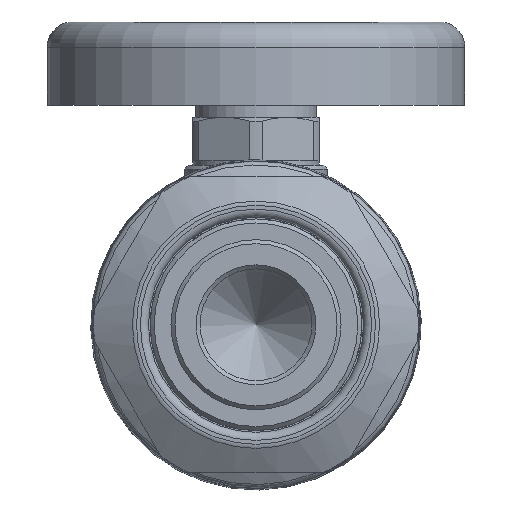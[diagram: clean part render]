
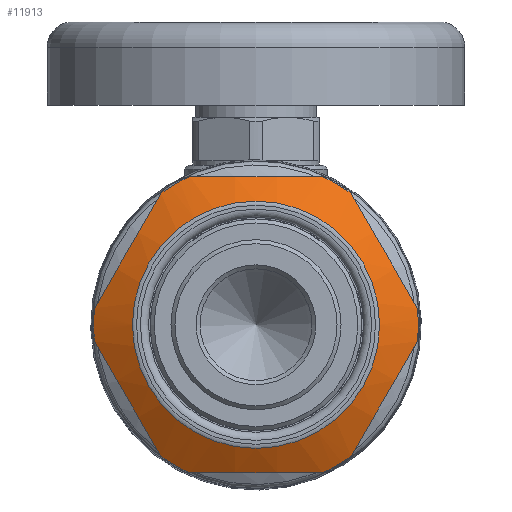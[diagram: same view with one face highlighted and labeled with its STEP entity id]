
A CAD part, front view. The second image highlights one B-rep face of the part: STEP entity #11913.
In plain terms, the highlighted conical face has half-angle 60 degrees and reference radius 17.78 mm.
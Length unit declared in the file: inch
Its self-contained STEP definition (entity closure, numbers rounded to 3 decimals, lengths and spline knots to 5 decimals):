
#593=(
BOUNDED_CURVE()
B_SPLINE_CURVE(2,(#21537,#21538,#21539),.UNSPECIFIED.,.F.,.F.)
B_SPLINE_CURVE_WITH_KNOTS((3,3),(0.,1.67512),.UNSPECIFIED.)
CURVE()
GEOMETRIC_REPRESENTATION_ITEM()
RATIONAL_B_SPLINE_CURVE((1.,1.096,1.))
REPRESENTATION_ITEM('')
);
#594=(
BOUNDED_CURVE()
B_SPLINE_CURVE(2,(#21543,#21544,#21545),.UNSPECIFIED.,.F.,.F.)
B_SPLINE_CURVE_WITH_KNOTS((3,3),(0.,1.67512),.UNSPECIFIED.)
CURVE()
GEOMETRIC_REPRESENTATION_ITEM()
RATIONAL_B_SPLINE_CURVE((1.,1.096,1.))
REPRESENTATION_ITEM('')
);
#595=(
BOUNDED_CURVE()
B_SPLINE_CURVE(2,(#21549,#21550,#21551),.UNSPECIFIED.,.F.,.F.)
B_SPLINE_CURVE_WITH_KNOTS((3,3),(0.,1.67512),.UNSPECIFIED.)
CURVE()
GEOMETRIC_REPRESENTATION_ITEM()
RATIONAL_B_SPLINE_CURVE((1.,1.096,1.))
REPRESENTATION_ITEM('')
);
#596=(
BOUNDED_CURVE()
B_SPLINE_CURVE(2,(#21555,#21556,#21557),.UNSPECIFIED.,.F.,.F.)
B_SPLINE_CURVE_WITH_KNOTS((3,3),(0.,1.67512),.UNSPECIFIED.)
CURVE()
GEOMETRIC_REPRESENTATION_ITEM()
RATIONAL_B_SPLINE_CURVE((1.,1.096,1.))
REPRESENTATION_ITEM('')
);
#597=(
BOUNDED_CURVE()
B_SPLINE_CURVE(2,(#21561,#21562,#21563),.UNSPECIFIED.,.F.,.F.)
B_SPLINE_CURVE_WITH_KNOTS((3,3),(0.,1.67512),.UNSPECIFIED.)
CURVE()
GEOMETRIC_REPRESENTATION_ITEM()
RATIONAL_B_SPLINE_CURVE((1.,1.096,1.))
REPRESENTATION_ITEM('')
);
#598=(
BOUNDED_CURVE()
B_SPLINE_CURVE(2,(#21567,#21568,#21569),.UNSPECIFIED.,.F.,.F.)
B_SPLINE_CURVE_WITH_KNOTS((3,3),(0.,1.67512),.UNSPECIFIED.)
CURVE()
GEOMETRIC_REPRESENTATION_ITEM()
RATIONAL_B_SPLINE_CURVE((1.,1.096,1.))
REPRESENTATION_ITEM('')
);
#1492=FACE_OUTER_BOUND('',#2281,.T.);
#2281=EDGE_LOOP('',(#8303,#8304,#8305,#8306,#8307,#8308,#8309,#8310,#8311,
#8312,#8313,#8314,#8315,#8316,#8317,#8318));
#2985=LINE('',#21533,#3482);
#3482=VECTOR('',#14864,0.7);
#4069=CIRCLE('',#12909,0.60928);
#4071=CIRCLE('',#12913,0.8);
#4072=CIRCLE('',#12914,0.8);
#4073=CIRCLE('',#12915,0.8);
#4074=CIRCLE('',#12916,0.8);
#4075=CIRCLE('',#12917,0.8);
#4076=CIRCLE('',#12918,0.8);
#4077=CIRCLE('',#12919,0.8);
#4877=VERTEX_POINT('',#21525);
#4879=VERTEX_POINT('',#21532);
#4880=VERTEX_POINT('',#21534);
#4881=VERTEX_POINT('',#21536);
#4882=VERTEX_POINT('',#21540);
#4883=VERTEX_POINT('',#21542);
#4884=VERTEX_POINT('',#21546);
#4885=VERTEX_POINT('',#21548);
#4886=VERTEX_POINT('',#21552);
#4887=VERTEX_POINT('',#21554);
#4888=VERTEX_POINT('',#21558);
#4889=VERTEX_POINT('',#21560);
#4890=VERTEX_POINT('',#21564);
#4891=VERTEX_POINT('',#21566);
#6086=EDGE_CURVE('',#4877,#4877,#4069,.T.);
#6088=EDGE_CURVE('',#4877,#4879,#2985,.T.);
#6089=EDGE_CURVE('',#4880,#4879,#4071,.T.);
#6090=EDGE_CURVE('',#4881,#4880,#593,.T.);
#6091=EDGE_CURVE('',#4882,#4881,#4072,.T.);
#6092=EDGE_CURVE('',#4883,#4882,#594,.T.);
#6093=EDGE_CURVE('',#4884,#4883,#4073,.T.);
#6094=EDGE_CURVE('',#4885,#4884,#595,.T.);
#6095=EDGE_CURVE('',#4886,#4885,#4074,.T.);
#6096=EDGE_CURVE('',#4887,#4886,#596,.T.);
#6097=EDGE_CURVE('',#4888,#4887,#4075,.T.);
#6098=EDGE_CURVE('',#4889,#4888,#597,.T.);
#6099=EDGE_CURVE('',#4890,#4889,#4076,.T.);
#6100=EDGE_CURVE('',#4891,#4890,#598,.T.);
#6101=EDGE_CURVE('',#4879,#4891,#4077,.T.);
#8303=ORIENTED_EDGE('',*,*,#6086,.F.);
#8304=ORIENTED_EDGE('',*,*,#6088,.T.);
#8305=ORIENTED_EDGE('',*,*,#6089,.F.);
#8306=ORIENTED_EDGE('',*,*,#6090,.F.);
#8307=ORIENTED_EDGE('',*,*,#6091,.F.);
#8308=ORIENTED_EDGE('',*,*,#6092,.F.);
#8309=ORIENTED_EDGE('',*,*,#6093,.F.);
#8310=ORIENTED_EDGE('',*,*,#6094,.F.);
#8311=ORIENTED_EDGE('',*,*,#6095,.F.);
#8312=ORIENTED_EDGE('',*,*,#6096,.F.);
#8313=ORIENTED_EDGE('',*,*,#6097,.F.);
#8314=ORIENTED_EDGE('',*,*,#6098,.F.);
#8315=ORIENTED_EDGE('',*,*,#6099,.F.);
#8316=ORIENTED_EDGE('',*,*,#6100,.F.);
#8317=ORIENTED_EDGE('',*,*,#6101,.F.);
#8318=ORIENTED_EDGE('',*,*,#6088,.F.);
#10872=CONICAL_SURFACE('',#12912,0.7,1.047);
#11913=ADVANCED_FACE('',(#1492),#10872,.T.);
#12909=AXIS2_PLACEMENT_3D('',#21527,#14856,#14857);
#12912=AXIS2_PLACEMENT_3D('',#21531,#14862,#14863);
#12913=AXIS2_PLACEMENT_3D('',#21535,#14865,#14866);
#12914=AXIS2_PLACEMENT_3D('',#21541,#14867,#14868);
#12915=AXIS2_PLACEMENT_3D('',#21547,#14869,#14870);
#12916=AXIS2_PLACEMENT_3D('',#21553,#14871,#14872);
#12917=AXIS2_PLACEMENT_3D('',#21559,#14873,#14874);
#12918=AXIS2_PLACEMENT_3D('',#21565,#14875,#14876);
#12919=AXIS2_PLACEMENT_3D('',#21570,#14877,#14878);
#14856=DIRECTION('center_axis',(0.,-1.,0.));
#14857=DIRECTION('ref_axis',(-1.,0.,0.));
#14862=DIRECTION('center_axis',(0.,1.,0.));
#14863=DIRECTION('ref_axis',(1.,0.,0.));
#14864=DIRECTION('',(-0.866,0.5,0.));
#14865=DIRECTION('center_axis',(0.,1.,0.));
#14866=DIRECTION('ref_axis',(-1.,0.,0.));
#14867=DIRECTION('center_axis',(0.,1.,0.));
#14868=DIRECTION('ref_axis',(-1.,0.,0.));
#14869=DIRECTION('center_axis',(0.,1.,0.));
#14870=DIRECTION('ref_axis',(-1.,0.,0.));
#14871=DIRECTION('center_axis',(0.,1.,0.));
#14872=DIRECTION('ref_axis',(-1.,0.,0.));
#14873=DIRECTION('center_axis',(0.,1.,0.));
#14874=DIRECTION('ref_axis',(-1.,0.,0.));
#14875=DIRECTION('center_axis',(0.,1.,0.));
#14876=DIRECTION('ref_axis',(-1.,0.,0.));
#14877=DIRECTION('center_axis',(0.,1.,0.));
#14878=DIRECTION('ref_axis',(-1.,0.,0.));
#21525=CARTESIAN_POINT('',(-0.60928,-2.06909,0.));
#21527=CARTESIAN_POINT('Origin',(0.,-2.06909,
0.));
#21531=CARTESIAN_POINT('Origin',(0.,-2.01671,
0.));
#21532=CARTESIAN_POINT('',(-0.8,-1.95898,0.));
#21533=CARTESIAN_POINT('',(-0.7,-2.01671,0.));
#21534=CARTESIAN_POINT('',(-0.79583,-1.95898,-0.08158));
#21535=CARTESIAN_POINT('Origin',(0.,-1.95898,0.));
#21536=CARTESIAN_POINT('',(-0.46857,-1.95898,-0.64842));
#21537=CARTESIAN_POINT('Ctrl Pts',(-0.46857,-1.95898,
-0.64842));
#21538=CARTESIAN_POINT('Ctrl Pts',(-0.6322,-2.03627,
-0.365));
#21539=CARTESIAN_POINT('Ctrl Pts',(-0.79583,-1.95898,
-0.08158));
#21540=CARTESIAN_POINT('',(-0.32726,-1.95898,-0.73));
#21541=CARTESIAN_POINT('Origin',(0.,-1.95898,0.));
#21542=CARTESIAN_POINT('',(0.32726,-1.95898,-0.73));
#21543=CARTESIAN_POINT('Ctrl Pts',(0.32726,-1.95898,
-0.73));
#21544=CARTESIAN_POINT('Ctrl Pts',(0.,-2.03627,
-0.73));
#21545=CARTESIAN_POINT('Ctrl Pts',(-0.32726,-1.95898,
-0.73));
#21546=CARTESIAN_POINT('',(0.46857,-1.95898,-0.64842));
#21547=CARTESIAN_POINT('Origin',(0.,-1.95898,0.));
#21548=CARTESIAN_POINT('',(0.79583,-1.95898,-0.08158));
#21549=CARTESIAN_POINT('Ctrl Pts',(0.79583,-1.95898,
-0.08158));
#21550=CARTESIAN_POINT('Ctrl Pts',(0.6322,-2.03627,-0.365));
#21551=CARTESIAN_POINT('Ctrl Pts',(0.46857,-1.95898,
-0.64842));
#21552=CARTESIAN_POINT('',(0.79583,-1.95898,0.08158));
#21553=CARTESIAN_POINT('Origin',(0.,-1.95898,0.));
#21554=CARTESIAN_POINT('',(0.46857,-1.95898,0.64842));
#21555=CARTESIAN_POINT('Ctrl Pts',(0.46857,-1.95898,
0.64842));
#21556=CARTESIAN_POINT('Ctrl Pts',(0.6322,-2.03627,0.365));
#21557=CARTESIAN_POINT('Ctrl Pts',(0.79583,-1.95898,
0.08158));
#21558=CARTESIAN_POINT('',(0.32726,-1.95898,0.73));
#21559=CARTESIAN_POINT('Origin',(0.,-1.95898,0.));
#21560=CARTESIAN_POINT('',(-0.32726,-1.95898,0.73));
#21561=CARTESIAN_POINT('Ctrl Pts',(-0.32726,-1.95898,
0.73));
#21562=CARTESIAN_POINT('Ctrl Pts',(0.,-2.03627,
0.73));
#21563=CARTESIAN_POINT('Ctrl Pts',(0.32726,-1.95898,
0.73));
#21564=CARTESIAN_POINT('',(-0.46857,-1.95898,0.64842));
#21565=CARTESIAN_POINT('Origin',(0.,-1.95898,0.));
#21566=CARTESIAN_POINT('',(-0.79583,-1.95898,0.08158));
#21567=CARTESIAN_POINT('Ctrl Pts',(-0.79583,-1.95898,
0.08158));
#21568=CARTESIAN_POINT('Ctrl Pts',(-0.6322,-2.03627,
0.365));
#21569=CARTESIAN_POINT('Ctrl Pts',(-0.46857,-1.95898,
0.64842));
#21570=CARTESIAN_POINT('Origin',(0.,-1.95898,0.));
